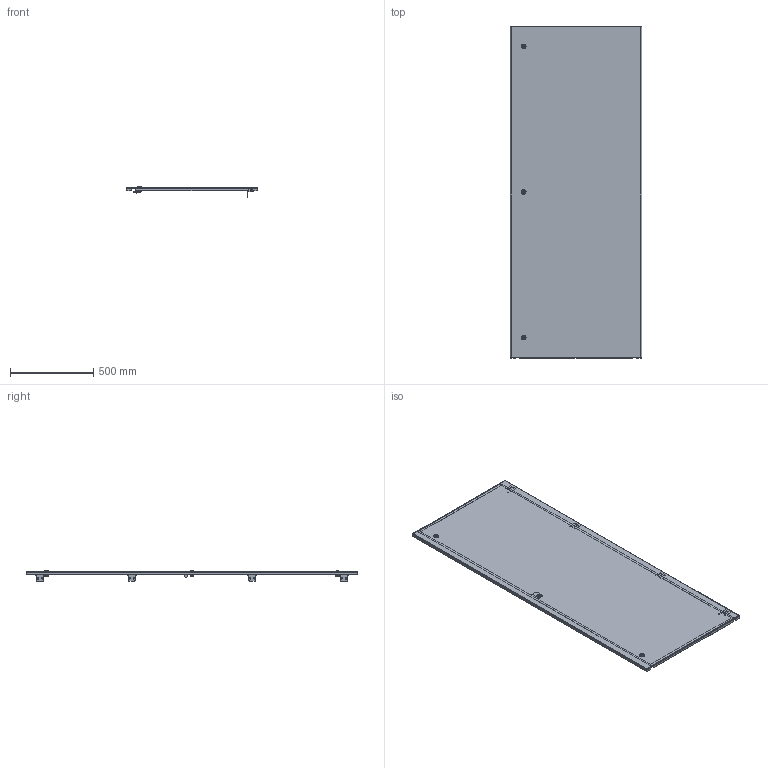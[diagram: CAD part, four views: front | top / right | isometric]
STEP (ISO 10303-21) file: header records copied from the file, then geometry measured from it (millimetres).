
FILE_DESCRIPTION (( 'STEP AP214' ), '1' );
FILE_NAME ('648.200.STEP', '2024-10-15T05:04:12', ( '' ), ( '' ), 'SwSTEP 2.0', 'SolidWorks 2021', '' );
FILE_SCHEMA (( 'AUTOMOTIVE_DESIGN' ));
Length unit declared in the file: millimetre
Products named in the file (22): _____.STEP; ______ Z 3__.STEP; Âòóëêà øàðíèðà; 630.002; 630.000; Çàìîê ïîä äâå áîðîäêè Z ðèãåëåì.STEP; 2102200253-YEN_ PANO K_L_T KOVANI KROM.STEP; 1207100236-Pano Kilit Yay_-1.STEP; Ãàñêåòèíã äâåðè W800H2000; Áîëò Ì5õ10 ñ øåñòèãðàííîé ãîëîâêîé ñ ïðåññøàéáîé; 嵑謺麃 瀁蠉澼鍣 094; Äâåðíîå ïîëîòíî W800H2000; Ïåòëÿ ùèòîâàÿ ïðèâàðíàÿ; 2311050230-plastik-rondela.STEP; 1209100038(M6x8 Kombi Vida)_sss.STEP; 嵑謺麃; 2101350253-15-DB15mm YEN_ G_BEK.STEP; Øïèëüêà ïðèâàðíàÿ Ì6õ16; 648.200; ______________ ______.STEP; Ðåçèíêà øàðíèðà; Äâåðü W800H2000
Assembly tree (40 placements, depth 3):
  648.200
    Äâåðü W800H2000
      Äâåðíîå ïîëîòíî W800H2000
      Ïåòëÿ ùèòîâàÿ ïðèâàðíàÿ  x4
      Øïèëüêà ïðèâàðíàÿ Ì6õ16  x2
      Ãàñêåòèíã äâåðè W800H2000
    630.000  x4
    630.002
    嵑謺麃 瀁蠉澼鍣 094  x4
      嵑謺麃
      Âòóëêà øàðíèðà
      Ðåçèíêà øàðíèðà
    Çàìîê ïîä äâå áîðîäêè Z ðèãåëåì.STEP  x3
      2102200253-YEN_ PANO K_L_T KOVANI KROM.STEP
      1207100236-Pano Kilit Yay_-1.STEP
      2311050230-plastik-rondela.STEP
      1209100038(M6x8 Kombi Vida)_sss.STEP
      2101350253-15-DB15mm YEN_ G_BEK.STEP
      _____.STEP
      ______________ ______.STEP
      ______ Z 3__.STEP
    Áîëò Ì5õ10 ñ øåñòèãðàííîé ãîëîâêîé ñ ïðåññøàéáîé  x8
Bounding box: 789 x 1995 x 62.23 mm (x, y, z)
Volume: 3675025.6 mm3; surface area: 3592839.1 mm2
Topology: 129 solids, 129 shells, 2967 faces, 7168 edges, 4566 vertices
Faces by surface type: plane 1228, cylinder 964, bspline 532, cone 133, torus 110
Entity records: 69309 total; most frequent: CARTESIAN_POINT 46778, ORIENTED_EDGE 4756, DIRECTION 3991, EDGE_CURVE 2378, VERTEX_POINT 1515, AXIS2_PLACEMENT_3D 1378, VECTOR 1235, LINE 1235
